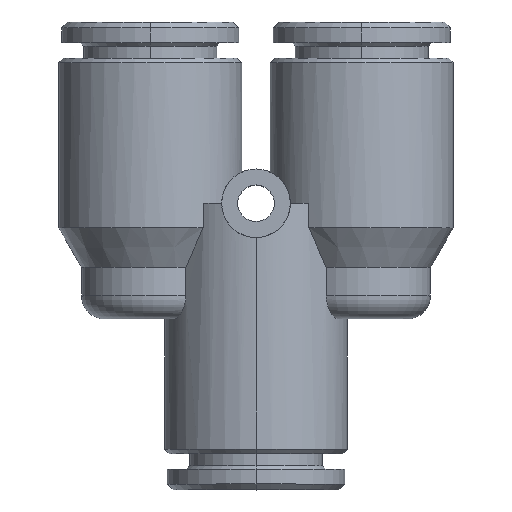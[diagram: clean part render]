
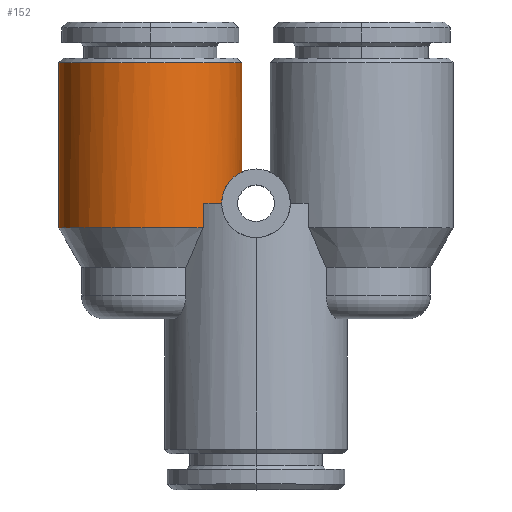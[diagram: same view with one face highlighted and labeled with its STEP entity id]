
A CAD part, top view. The second image highlights one B-rep face of the part: STEP entity #152.
In plain terms, the highlighted cylindrical face has radius 8 mm (diameter 16 mm), a partial arc.
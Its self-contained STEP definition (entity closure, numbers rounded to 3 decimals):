
#11 = VERTEX_POINT ( 'NONE', #1186 ) ;
#94 = EDGE_CURVE ( 'NONE', #122, #112, #1287, .T. ) ;
#98 = ORIENTED_EDGE ( 'NONE', *, *, #149, .F. ) ;
#111 = ORIENTED_EDGE ( 'NONE', *, *, #94, .T. ) ;
#112 = VERTEX_POINT ( 'NONE', #1300 ) ;
#114 = EDGE_LOOP ( 'NONE', ( #118, #124, #128, #98, #147, #111, #116 ) ) ;
#116 = ORIENTED_EDGE ( 'NONE', *, *, #119, .T. ) ;
#118 = ORIENTED_EDGE ( 'NONE', *, *, #180, .T. ) ;
#119 = EDGE_CURVE ( 'NONE', #112, #177, #1234, .T. ) ;
#122 = VERTEX_POINT ( 'NONE', #1314 ) ;
#124 = ORIENTED_EDGE ( 'NONE', *, *, #139, .T. ) ;
#125 = EDGE_CURVE ( 'NONE', #11, #122, #1313, .T. ) ;
#128 = ORIENTED_EDGE ( 'NONE', *, *, #241, .F. ) ;
#139 = EDGE_CURVE ( 'NONE', #190, #242, #1265, .T. ) ;
#147 = ORIENTED_EDGE ( 'NONE', *, *, #125, .T. ) ;
#149 = EDGE_CURVE ( 'NONE', #11, #250, #1351, .T. ) ;
#152 = ADVANCED_FACE ( 'NONE', ( #1347 ), #1346, .T. ) ;
#177 = VERTEX_POINT ( 'NONE', #1588 ) ;
#180 = EDGE_CURVE ( 'NONE', #177, #190, #1598, .T. ) ;
#190 = VERTEX_POINT ( 'NONE', #1600 ) ;
#241 = EDGE_CURVE ( 'NONE', #250, #242, #1720, .T. ) ;
#242 = VERTEX_POINT ( 'NONE', #1760 ) ;
#250 = VERTEX_POINT ( 'NONE', #1687 ) ;
#1186 = CARTESIAN_POINT ( 'NONE',  ( -17.25, -2.136, 0. ) ) ;
#1231 = DIRECTION ( 'NONE',  ( -1., 0., 0. ) ) ;
#1232 = CARTESIAN_POINT ( 'NONE',  ( -9.25, 0., 0. ) ) ;
#1233 = AXIS2_PLACEMENT_3D ( 'NONE', #1232, #1320, #1319 ) ;
#1234 = CIRCLE ( 'NONE', #1233, 8. ) ;
#1262 = DIRECTION ( 'NONE',  ( 0., 1., 0. ) ) ;
#1263 = VECTOR ( 'NONE', #1262, 1000. ) ;
#1264 = CARTESIAN_POINT ( 'NONE',  ( -1.25, 15.931, 0. ) ) ;
#1265 = LINE ( 'NONE', #1264, #1263 ) ;
#1284 = DIRECTION ( 'NONE',  ( 0., 1., 0. ) ) ;
#1285 = VECTOR ( 'NONE', #1284, 1000. ) ;
#1286 = CARTESIAN_POINT ( 'NONE',  ( -4.625, 5.082, 6.528 ) ) ;
#1287 = LINE ( 'NONE', #1286, #1285 ) ;
#1300 = CARTESIAN_POINT ( 'NONE',  ( -4.625, 0., 6.528 ) ) ;
#1310 = DIRECTION ( 'NONE',  ( 0., 1., 0. ) ) ;
#1311 = CARTESIAN_POINT ( 'NONE',  ( -9.25, -2.136, 0. ) ) ;
#1312 = AXIS2_PLACEMENT_3D ( 'NONE', #1311, #1310, #1231 ) ;
#1313 = CIRCLE ( 'NONE', #1312, 8. ) ;
#1314 = CARTESIAN_POINT ( 'NONE',  ( -4.625, -2.136, 6.528 ) ) ;
#1319 = DIRECTION ( 'NONE',  ( 0., 0., 1. ) ) ;
#1320 = DIRECTION ( 'NONE',  ( 0., 1., 0. ) ) ;
#1342 = DIRECTION ( 'NONE',  ( -1., 0., 0. ) ) ;
#1343 = DIRECTION ( 'NONE',  ( 0., 1., 0. ) ) ;
#1344 = AXIS2_PLACEMENT_3D ( 'NONE', #1345, #1343, #1342 ) ;
#1345 = CARTESIAN_POINT ( 'NONE',  ( -9.25, 15.931, 0. ) ) ;
#1346 = CYLINDRICAL_SURFACE ( 'NONE', #1344, 8. ) ;
#1347 = FACE_OUTER_BOUND ( 'NONE', #114, .T. ) ;
#1348 = DIRECTION ( 'NONE',  ( 0., 1., 0. ) ) ;
#1349 = VECTOR ( 'NONE', #1348, 1000. ) ;
#1350 = CARTESIAN_POINT ( 'NONE',  ( -17.25, 15.931, 0. ) ) ;
#1351 = LINE ( 'NONE', #1350, #1349 ) ;
#1383 = CARTESIAN_POINT ( 'NONE',  ( -3., 0., 4.994 ) ) ;
#1437 = CARTESIAN_POINT ( 'NONE',  ( -1.25, 2.727, 0. ) ) ;
#1527 = CARTESIAN_POINT ( 'NONE',  ( -1.25, 2.727, 0.277 ) ) ;
#1528 = CARTESIAN_POINT ( 'NONE',  ( -1.265, 2.721, 0.556 ) ) ;
#1529 = CARTESIAN_POINT ( 'NONE',  ( -1.322, 2.693, 1.107 ) ) ;
#1530 = CARTESIAN_POINT ( 'NONE',  ( -1.365, 2.672, 1.379 ) ) ;
#1531 = CARTESIAN_POINT ( 'NONE',  ( -1.478, 2.612, 1.915 ) ) ;
#1532 = CARTESIAN_POINT ( 'NONE',  ( -1.548, 2.572, 2.179 ) ) ;
#1576 = CARTESIAN_POINT ( 'NONE',  ( -2.716, 1.294, 4.62 ) ) ;
#1577 = CARTESIAN_POINT ( 'NONE',  ( -2.817, 1.066, 4.757 ) ) ;
#1578 = CARTESIAN_POINT ( 'NONE',  ( -2.924, 0.684, 4.897 ) ) ;
#1579 = CARTESIAN_POINT ( 'NONE',  ( -2.952, 0.553, 4.933 ) ) ;
#1580 = CARTESIAN_POINT ( 'NONE',  ( -2.99, 0.28, 4.981 ) ) ;
#1581 = CARTESIAN_POINT ( 'NONE',  ( -3., 0.139, 4.994 ) ) ;
#1582 = CARTESIAN_POINT ( 'NONE',  ( -1.714, 2.464, 2.699 ) ) ;
#1583 = CARTESIAN_POINT ( 'NONE',  ( -1.811, 2.396, 2.954 ) ) ;
#1584 = CARTESIAN_POINT ( 'NONE',  ( -2.02, 2.222, 3.435 ) ) ;
#1585 = CARTESIAN_POINT ( 'NONE',  ( -2.135, 2.115, 3.665 ) ) ;
#1586 = CARTESIAN_POINT ( 'NONE',  ( -2.373, 1.845, 4.094 ) ) ;
#1587 = CARTESIAN_POINT ( 'NONE',  ( -2.493, 1.685, 4.287 ) ) ;
#1588 = CARTESIAN_POINT ( 'NONE',  ( -3., 0., 4.994 ) ) ;
#1598 = B_SPLINE_CURVE_WITH_KNOTS ( 'NONE', 3,
 ( #1383, #1581, #1580, #1579, #1578, #1577, #1576, #1587, #1586, #1585, #1584, #1583, #1582, #1532, #1531, #1530, #1529, #1528, #1527, #1437 ),
 .UNSPECIFIED., .F., .F.,
 ( 4, 2, 2, 2, 2, 2, 2, 2, 2, 4 ),
 ( 0.003, 0.003, 0.004, 0.005, 0.005, 0.006, 0.007, 0.008, 0.009, 0.01 ),
 .UNSPECIFIED. ) ;
#1600 = CARTESIAN_POINT ( 'NONE',  ( -1.25, 2.727, 0. ) ) ;
#1627 = AXIS2_PLACEMENT_3D ( 'NONE', #1745, #1694, #1755 ) ;
#1687 = CARTESIAN_POINT ( 'NONE',  ( -17.25, 12.3, 0. ) ) ;
#1694 = DIRECTION ( 'NONE',  ( 0., 1., 0. ) ) ;
#1720 = CIRCLE ( 'NONE', #1627, 8. ) ;
#1745 = CARTESIAN_POINT ( 'NONE',  ( -9.25, 12.3, 0. ) ) ;
#1755 = DIRECTION ( 'NONE',  ( -1., 0., 0. ) ) ;
#1760 = CARTESIAN_POINT ( 'NONE',  ( -1.25, 12.3, 0. ) ) ;
